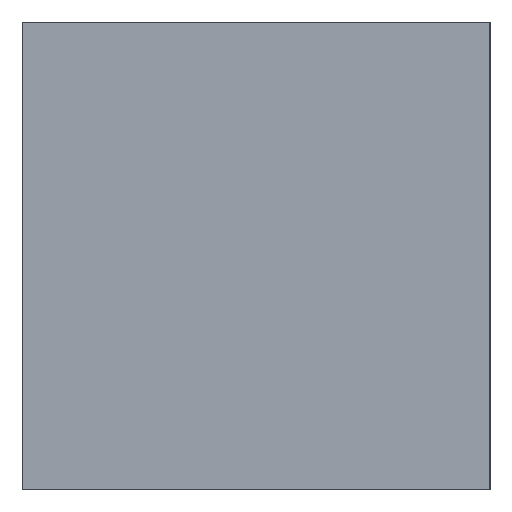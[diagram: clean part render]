
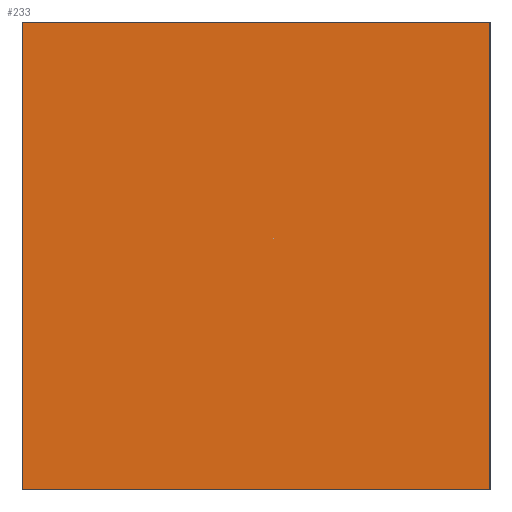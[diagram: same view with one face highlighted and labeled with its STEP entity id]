
A CAD part, left-side view. The second image highlights one B-rep face of the part: STEP entity #233.
In plain terms, the highlighted planar face has unit normal (-1, 0, 0).
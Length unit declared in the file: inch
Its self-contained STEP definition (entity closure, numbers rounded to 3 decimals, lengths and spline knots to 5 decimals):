
#7 = CARTESIAN_POINT ( 'NONE',  ( -1.7, 12., 3.25 ) ) ;
#17 = CARTESIAN_POINT ( 'NONE',  ( -1.7, 12., 3.25 ) ) ;
#23 = EDGE_CURVE ( 'NONE', #284, #380, #31, .T. ) ;
#31 = LINE ( 'NONE', #281, #407 ) ;
#33 = CARTESIAN_POINT ( 'NONE',  ( -1.7, 12., 3.25 ) ) ;
#72 = DIRECTION ( 'NONE',  ( 0., 0., -1. ) ) ;
#95 = DIRECTION ( 'NONE',  ( 0., 0., -1. ) ) ;
#97 = EDGE_CURVE ( 'NONE', #307, #284, #391, .T. ) ;
#98 = VECTOR ( 'NONE', #366, 39.37008 ) ;
#117 = ORIENTED_EDGE ( 'NONE', *, *, #97, .T. ) ;
#128 = VECTOR ( 'NONE', #72, 39.37008 ) ;
#153 = LINE ( 'NONE', #17, #128 ) ;
#158 = VERTEX_POINT ( 'NONE', #308 ) ;
#159 = LINE ( 'NONE', #7, #98 ) ;
#174 = EDGE_LOOP ( 'NONE', ( #335, #304, #268, #117 ) ) ;
#197 = CARTESIAN_POINT ( 'NONE',  ( -1.7, 12., 2.25 ) ) ;
#199 = DIRECTION ( 'NONE',  ( 0., -1., 0. ) ) ;
#205 = EDGE_CURVE ( 'NONE', #158, #380, #153, .T. ) ;
#212 = EDGE_CURVE ( 'NONE', #307, #158, #159, .T. ) ;
#216 = AXIS2_PLACEMENT_3D ( 'NONE', #33, #331, #273 ) ;
#233 = ADVANCED_FACE ( 'NONE', ( #269 ), #258, .F. ) ;
#255 = VECTOR ( 'NONE', #95, 39.37008 ) ;
#258 = PLANE ( 'NONE',  #216 ) ;
#268 = ORIENTED_EDGE ( 'NONE', *, *, #212, .F. ) ;
#269 = FACE_OUTER_BOUND ( 'NONE', #174, .T. ) ;
#273 = DIRECTION ( 'NONE',  ( 0., 0., -1. ) ) ;
#281 = CARTESIAN_POINT ( 'NONE',  ( -1.7, 12., 2.25 ) ) ;
#284 = VERTEX_POINT ( 'NONE', #341 ) ;
#304 = ORIENTED_EDGE ( 'NONE', *, *, #205, .F. ) ;
#307 = VERTEX_POINT ( 'NONE', #327 ) ;
#308 = CARTESIAN_POINT ( 'NONE',  ( -1.7, 12., 3.25 ) ) ;
#327 = CARTESIAN_POINT ( 'NONE',  ( -1.7, 13., 3.25 ) ) ;
#331 = DIRECTION ( 'NONE',  ( 1., 0., 0. ) ) ;
#335 = ORIENTED_EDGE ( 'NONE', *, *, #23, .T. ) ;
#341 = CARTESIAN_POINT ( 'NONE',  ( -1.7, 13., 2.25 ) ) ;
#366 = DIRECTION ( 'NONE',  ( 0., -1., 0. ) ) ;
#380 = VERTEX_POINT ( 'NONE', #197 ) ;
#391 = LINE ( 'NONE', #428, #255 ) ;
#407 = VECTOR ( 'NONE', #199, 39.37008 ) ;
#428 = CARTESIAN_POINT ( 'NONE',  ( -1.7, 13., 3.25 ) ) ;
